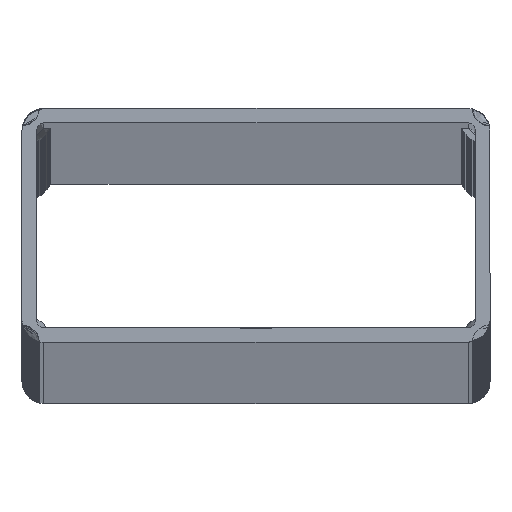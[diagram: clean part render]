
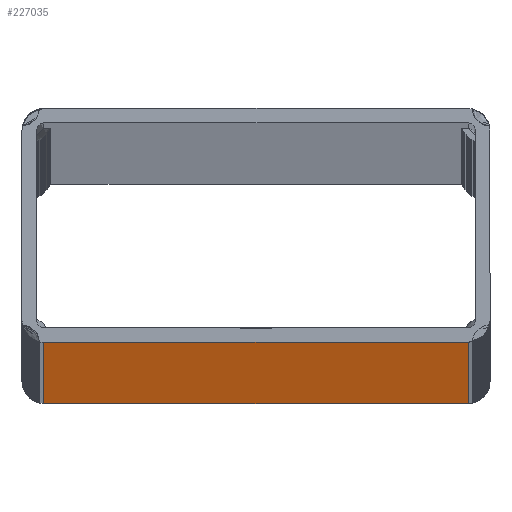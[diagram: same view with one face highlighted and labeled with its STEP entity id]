
A CAD part, top view. The second image highlights one B-rep face of the part: STEP entity #227035.
In plain terms, the highlighted planar face has unit normal (0, -1, 0).
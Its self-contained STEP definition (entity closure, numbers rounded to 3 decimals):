
#8279 = DIRECTION ( 'NONE',  ( 0., -1., 0. ) ) ;
#9624 = LINE ( 'NONE', #28249, #212944 ) ;
#28078 = DIRECTION ( 'NONE',  ( 0., 0., -1. ) ) ;
#28249 = CARTESIAN_POINT ( 'NONE',  ( -36.25, -20., -6000. ) ) ;
#46008 = LINE ( 'NONE', #97059, #104503 ) ;
#50676 = VECTOR ( 'NONE', #164872, 1000. ) ;
#67454 = VERTEX_POINT ( 'NONE', #186229 ) ;
#69179 = DIRECTION ( 'NONE',  ( 1., 0., 0. ) ) ;
#77423 = ORIENTED_EDGE ( 'NONE', *, *, #195825, .T. ) ;
#81989 = VERTEX_POINT ( 'NONE', #236142 ) ;
#82760 = VERTEX_POINT ( 'NONE', #162136 ) ;
#84334 = ORIENTED_EDGE ( 'NONE', *, *, #210310, .T. ) ;
#90644 = CARTESIAN_POINT ( 'NONE',  ( -40., -20., 0. ) ) ;
#97059 = CARTESIAN_POINT ( 'NONE',  ( 36.25, -20., -6000. ) ) ;
#104503 = VECTOR ( 'NONE', #113425, 1000. ) ;
#105533 = CARTESIAN_POINT ( 'NONE',  ( -40., -20., -6000. ) ) ;
#113425 = DIRECTION ( 'NONE',  ( 0., 0., 1. ) ) ;
#117821 = EDGE_LOOP ( 'NONE', ( #231055, #77423, #84334, #129838 ) ) ;
#125461 = VECTOR ( 'NONE', #69179, 1000. ) ;
#129838 = ORIENTED_EDGE ( 'NONE', *, *, #226588, .T. ) ;
#144797 = AXIS2_PLACEMENT_3D ( 'NONE', #105533, #8279, #28078 ) ;
#162136 = CARTESIAN_POINT ( 'NONE',  ( -36.25, -20., -6000. ) ) ;
#164381 = CARTESIAN_POINT ( 'NONE',  ( 36.25, -20., -6000. ) ) ;
#164872 = DIRECTION ( 'NONE',  ( 1., 0., 0. ) ) ;
#168528 = VERTEX_POINT ( 'NONE', #164381 ) ;
#184034 = LINE ( 'NONE', #90644, #125461 ) ;
#186229 = CARTESIAN_POINT ( 'NONE',  ( -36.25, -20., 0. ) ) ;
#195825 = EDGE_CURVE ( 'NONE', #67454, #82760, #9624, .T. ) ;
#210310 = EDGE_CURVE ( 'NONE', #82760, #168528, #247849, .T. ) ;
#212944 = VECTOR ( 'NONE', #228783, 1000. ) ;
#215463 = FACE_OUTER_BOUND ( 'NONE', #117821, .T. ) ;
#226588 = EDGE_CURVE ( 'NONE', #168528, #81989, #46008, .T. ) ;
#227035 = ADVANCED_FACE ( 'NONE', ( #215463 ), #243412, .T. ) ;
#228676 = CARTESIAN_POINT ( 'NONE',  ( -40., -20., -6000. ) ) ;
#228783 = DIRECTION ( 'NONE',  ( 0., 0., -1. ) ) ;
#231055 = ORIENTED_EDGE ( 'NONE', *, *, #231273, .F. ) ;
#231273 = EDGE_CURVE ( 'NONE', #67454, #81989, #184034, .T. ) ;
#236142 = CARTESIAN_POINT ( 'NONE',  ( 36.25, -20., 0. ) ) ;
#243412 = PLANE ( 'NONE',  #144797 ) ;
#247849 = LINE ( 'NONE', #228676, #50676 ) ;
